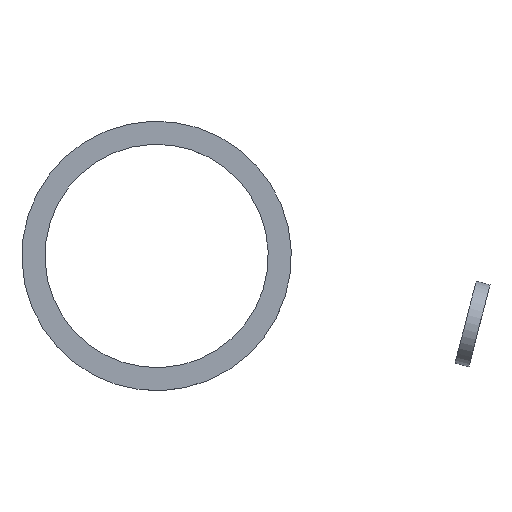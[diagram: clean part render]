
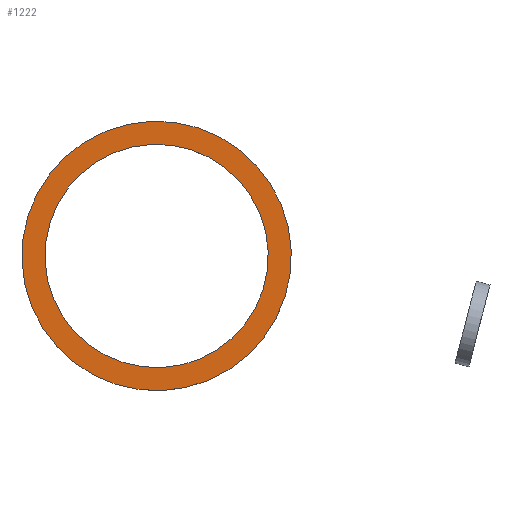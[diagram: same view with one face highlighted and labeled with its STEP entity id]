
A CAD part, top view. The second image highlights one B-rep face of the part: STEP entity #1222.
In plain terms, the highlighted planar face has unit normal (0, 0, 1).
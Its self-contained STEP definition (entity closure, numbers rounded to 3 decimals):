
#1055 = CYLINDRICAL_SURFACE('',#1056,150.);
#1056 = AXIS2_PLACEMENT_3D('',#1057,#1058,#1059);
#1057 = CARTESIAN_POINT('',(21789.477,-11028.701,130.));
#1058 = DIRECTION('',(0.,0.,-1.));
#1059 = DIRECTION('',(-0.991,0.131,0.));
#1189 = CYLINDRICAL_SURFACE('',#1190,150.);
#1190 = AXIS2_PLACEMENT_3D('',#1191,#1192,#1193);
#1191 = CARTESIAN_POINT('',(21789.477,-11028.701,130.));
#1192 = DIRECTION('',(0.,0.,-1.));
#1193 = DIRECTION('',(-0.991,0.131,0.));
#1222 = ADVANCED_FACE('',(#1223,#1286),#1238,.F.);
#1223 = FACE_BOUND('',#1224,.T.);
#1224 = EDGE_LOOP('',(#1225,#1260));
#1225 = ORIENTED_EDGE('',*,*,#1226,.F.);
#1226 = EDGE_CURVE('',#1227,#1229,#1231,.T.);
#1227 = VERTEX_POINT('',#1228);
#1228 = CARTESIAN_POINT('',(21610.026,-11005.076,130.));
#1229 = VERTEX_POINT('',#1230);
#1230 = CARTESIAN_POINT('',(21968.929,-11052.326,130.));
#1231 = SURFACE_CURVE('',#1232,(#1237,#1249),.PCURVE_S1.);
#1232 = CIRCLE('',#1233,181.);
#1233 = AXIS2_PLACEMENT_3D('',#1234,#1235,#1236);
#1234 = CARTESIAN_POINT('',(21789.477,-11028.701,130.));
#1235 = DIRECTION('',(0.,0.,-1.));
#1236 = DIRECTION('',(-1.,0.,0.));
#1237 = PCURVE('',#1238,#1243);
#1238 = PLANE('',#1239);
#1239 = AXIS2_PLACEMENT_3D('',#1240,#1241,#1242);
#1240 = CARTESIAN_POINT('',(21789.477,-11028.701,130.));
#1241 = DIRECTION('',(-0.,0.,-1.));
#1242 = DIRECTION('',(-0.609,-0.793,0.));
#1243 = DEFINITIONAL_REPRESENTATION('',(#1244),#1248);
#1244 = CIRCLE('',#1245,181.);
#1245 = AXIS2_PLACEMENT_2D('',#1246,#1247);
#1246 = CARTESIAN_POINT('',(0.,0.));
#1247 = DIRECTION('',(0.609,0.793));
#1248 = ( GEOMETRIC_REPRESENTATION_CONTEXT(2) 
PARAMETRIC_REPRESENTATION_CONTEXT() REPRESENTATION_CONTEXT('2D SPACE',''
  ) );
#1249 = PCURVE('',#1250,#1255);
#1250 = CYLINDRICAL_SURFACE('',#1251,181.);
#1251 = AXIS2_PLACEMENT_3D('',#1252,#1253,#1254);
#1252 = CARTESIAN_POINT('',(21789.477,-11028.701,130.));
#1253 = DIRECTION('',(0.,0.,-1.));
#1254 = DIRECTION('',(-0.991,0.131,0.));
#1255 = DEFINITIONAL_REPRESENTATION('',(#1256),#1259);
#1256 = B_SPLINE_CURVE_WITH_KNOTS('',1,(#1257,#1258),.UNSPECIFIED.,.F.,
  .F.,(2,2),(0.131,3.272),.PIECEWISE_BEZIER_KNOTS.);
#1257 = CARTESIAN_POINT('',(0.,0.));
#1258 = CARTESIAN_POINT('',(3.142,0.));
#1259 = ( GEOMETRIC_REPRESENTATION_CONTEXT(2) 
PARAMETRIC_REPRESENTATION_CONTEXT() REPRESENTATION_CONTEXT('2D SPACE',''
  ) );
#1260 = ORIENTED_EDGE('',*,*,#1261,.F.);
#1261 = EDGE_CURVE('',#1229,#1227,#1262,.T.);
#1262 = SURFACE_CURVE('',#1263,(#1268,#1275),.PCURVE_S1.);
#1263 = CIRCLE('',#1264,181.);
#1264 = AXIS2_PLACEMENT_3D('',#1265,#1266,#1267);
#1265 = CARTESIAN_POINT('',(21789.477,-11028.701,130.));
#1266 = DIRECTION('',(0.,0.,-1.));
#1267 = DIRECTION('',(-1.,0.,0.));
#1268 = PCURVE('',#1238,#1269);
#1269 = DEFINITIONAL_REPRESENTATION('',(#1270),#1274);
#1270 = CIRCLE('',#1271,181.);
#1271 = AXIS2_PLACEMENT_2D('',#1272,#1273);
#1272 = CARTESIAN_POINT('',(0.,0.));
#1273 = DIRECTION('',(0.609,0.793));
#1274 = ( GEOMETRIC_REPRESENTATION_CONTEXT(2) 
PARAMETRIC_REPRESENTATION_CONTEXT() REPRESENTATION_CONTEXT('2D SPACE',''
  ) );
#1275 = PCURVE('',#1276,#1281);
#1276 = CYLINDRICAL_SURFACE('',#1277,181.);
#1277 = AXIS2_PLACEMENT_3D('',#1278,#1279,#1280);
#1278 = CARTESIAN_POINT('',(21789.477,-11028.701,130.));
#1279 = DIRECTION('',(0.,0.,-1.));
#1280 = DIRECTION('',(-0.991,0.131,0.));
#1281 = DEFINITIONAL_REPRESENTATION('',(#1282),#1285);
#1282 = B_SPLINE_CURVE_WITH_KNOTS('',1,(#1283,#1284),.UNSPECIFIED.,.F.,
  .F.,(2,2),(3.272,6.414),.PIECEWISE_BEZIER_KNOTS.);
#1283 = CARTESIAN_POINT('',(3.142,0.));
#1284 = CARTESIAN_POINT('',(6.283,0.));
#1285 = ( GEOMETRIC_REPRESENTATION_CONTEXT(2) 
PARAMETRIC_REPRESENTATION_CONTEXT() REPRESENTATION_CONTEXT('2D SPACE',''
  ) );
#1286 = FACE_BOUND('',#1287,.T.);
#1287 = EDGE_LOOP('',(#1288,#1313));
#1288 = ORIENTED_EDGE('',*,*,#1289,.T.);
#1289 = EDGE_CURVE('',#1290,#1292,#1294,.T.);
#1290 = VERTEX_POINT('',#1291);
#1291 = CARTESIAN_POINT('',(21640.76,-11009.122,130.));
#1292 = VERTEX_POINT('',#1293);
#1293 = CARTESIAN_POINT('',(21938.194,-11048.28,130.));
#1294 = SURFACE_CURVE('',#1295,(#1300,#1307),.PCURVE_S1.);
#1295 = CIRCLE('',#1296,150.);
#1296 = AXIS2_PLACEMENT_3D('',#1297,#1298,#1299);
#1297 = CARTESIAN_POINT('',(21789.477,-11028.701,130.));
#1298 = DIRECTION('',(0.,0.,-1.));
#1299 = DIRECTION('',(-1.,0.,0.));
#1300 = PCURVE('',#1238,#1301);
#1301 = DEFINITIONAL_REPRESENTATION('',(#1302),#1306);
#1302 = CIRCLE('',#1303,150.);
#1303 = AXIS2_PLACEMENT_2D('',#1304,#1305);
#1304 = CARTESIAN_POINT('',(0.,0.));
#1305 = DIRECTION('',(0.609,0.793));
#1306 = ( GEOMETRIC_REPRESENTATION_CONTEXT(2) 
PARAMETRIC_REPRESENTATION_CONTEXT() REPRESENTATION_CONTEXT('2D SPACE',''
  ) );
#1307 = PCURVE('',#1189,#1308);
#1308 = DEFINITIONAL_REPRESENTATION('',(#1309),#1312);
#1309 = B_SPLINE_CURVE_WITH_KNOTS('',1,(#1310,#1311),.UNSPECIFIED.,.F.,
  .F.,(2,2),(0.131,3.272),.PIECEWISE_BEZIER_KNOTS.);
#1310 = CARTESIAN_POINT('',(0.,0.));
#1311 = CARTESIAN_POINT('',(3.142,0.));
#1312 = ( GEOMETRIC_REPRESENTATION_CONTEXT(2) 
PARAMETRIC_REPRESENTATION_CONTEXT() REPRESENTATION_CONTEXT('2D SPACE',''
  ) );
#1313 = ORIENTED_EDGE('',*,*,#1314,.T.);
#1314 = EDGE_CURVE('',#1292,#1290,#1315,.T.);
#1315 = SURFACE_CURVE('',#1316,(#1321,#1328),.PCURVE_S1.);
#1316 = CIRCLE('',#1317,150.);
#1317 = AXIS2_PLACEMENT_3D('',#1318,#1319,#1320);
#1318 = CARTESIAN_POINT('',(21789.477,-11028.701,130.));
#1319 = DIRECTION('',(0.,0.,-1.));
#1320 = DIRECTION('',(-1.,0.,0.));
#1321 = PCURVE('',#1238,#1322);
#1322 = DEFINITIONAL_REPRESENTATION('',(#1323),#1327);
#1323 = CIRCLE('',#1324,150.);
#1324 = AXIS2_PLACEMENT_2D('',#1325,#1326);
#1325 = CARTESIAN_POINT('',(0.,0.));
#1326 = DIRECTION('',(0.609,0.793));
#1327 = ( GEOMETRIC_REPRESENTATION_CONTEXT(2) 
PARAMETRIC_REPRESENTATION_CONTEXT() REPRESENTATION_CONTEXT('2D SPACE',''
  ) );
#1328 = PCURVE('',#1055,#1329);
#1329 = DEFINITIONAL_REPRESENTATION('',(#1330),#1333);
#1330 = B_SPLINE_CURVE_WITH_KNOTS('',1,(#1331,#1332),.UNSPECIFIED.,.F.,
  .F.,(2,2),(3.272,6.414),.PIECEWISE_BEZIER_KNOTS.);
#1331 = CARTESIAN_POINT('',(3.142,0.));
#1332 = CARTESIAN_POINT('',(6.283,0.));
#1333 = ( GEOMETRIC_REPRESENTATION_CONTEXT(2) 
PARAMETRIC_REPRESENTATION_CONTEXT() REPRESENTATION_CONTEXT('2D SPACE',''
  ) );
